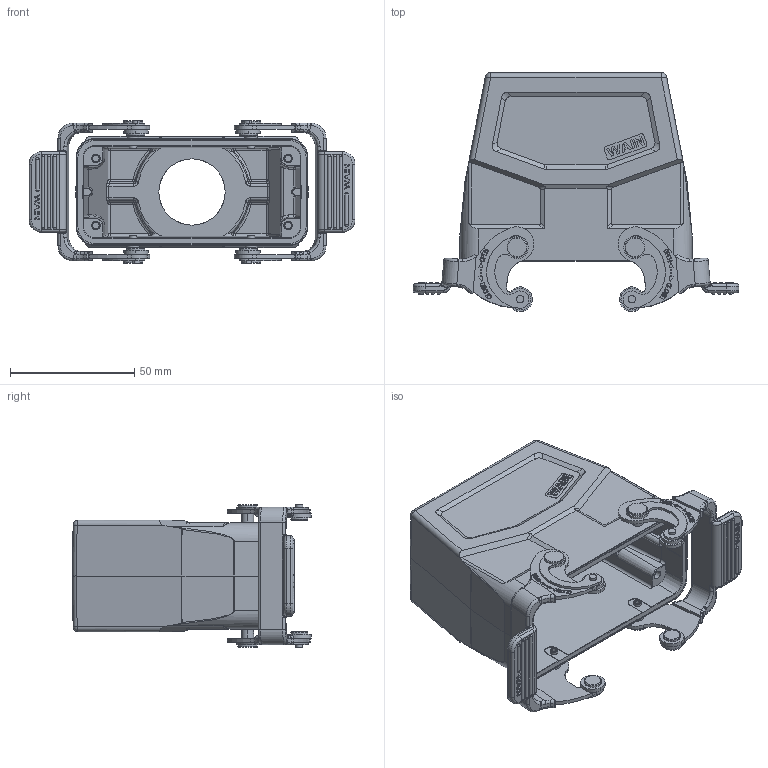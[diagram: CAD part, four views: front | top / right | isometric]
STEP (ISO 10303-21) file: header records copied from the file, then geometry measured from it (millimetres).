
FILE_DESCRIPTION((''),'2;1');
FILE_NAME('W16B-BEH','2017-10-11T',('sy.ji'),(''),'PRO/ENGINEER BY PARAMETRIC TECHNOLOGY CORPORATION, 2014310','PRO/ENGINEER BY PARAMETRIC TECHNOLOGY CORPORATION, 2014310','');
FILE_SCHEMA(('CONFIG_CONTROL_DESIGN'));
Products named in the file (1): W16B-BEH
Bounding box: 131.3 x 96.2 x 57.5 mm (x, y, z)
Volume: 93692.2 mm3; surface area: 55561 mm2
Topology: 1 solids, 1 shells, 1650 faces, 4438 edges, 2919 vertices
Faces by surface type: plane 789, cylinder 399, extrusion 154, bspline 110, torus 80, cone 62, sphere 56
Entity records: 66628 total; most frequent: CARTESIAN_POINT 18335, ORIENTED_EDGE 8804, DIRECTION 7683, EDGE_CURVE 4402, VERTEX_POINT 2919, VECTOR 2579, AXIS2_PLACEMENT_3D 2552, LINE 2425
